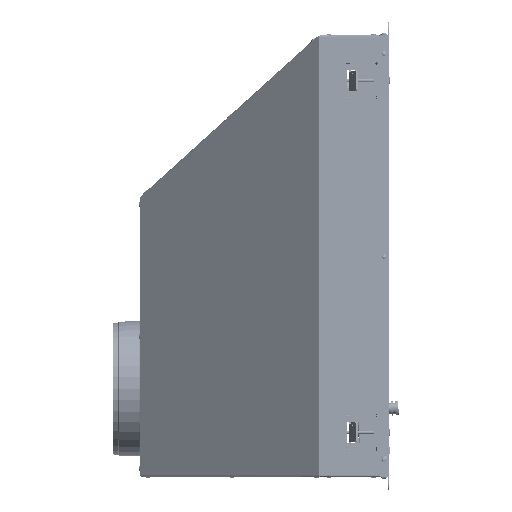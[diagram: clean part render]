
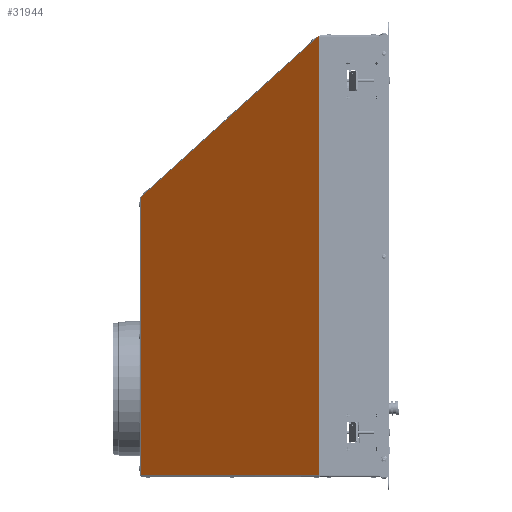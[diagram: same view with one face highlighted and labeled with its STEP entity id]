
A CAD part, left-side view. The second image highlights one B-rep face of the part: STEP entity #31944.
In plain terms, the highlighted planar face has unit normal (-0.801, 0.599, 0).
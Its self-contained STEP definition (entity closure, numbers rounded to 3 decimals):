
#28100=DIRECTION('',(0.352,0.47,0.809));
#28101=VECTOR('',#28100,0.215);
#28102=CARTESIAN_POINT('',(-511.072,-57.758,
212.201));
#28103=LINE('',#28102,#28101);
#28104=DIRECTION('',(0.485,0.648,-0.588));
#28105=VECTOR('',#28104,3.);
#28106=CARTESIAN_POINT('',(-512.451,-59.6,
214.138));
#28107=LINE('',#28106,#28105);
#28108=DIRECTION('',(0.352,0.47,0.809));
#28109=VECTOR('',#28108,0.215);
#28110=CARTESIAN_POINT('',(-363.206,139.899,
32.977));
#28111=LINE('',#28110,#28109);
#28112=DIRECTION('',(-0.485,-0.648,0.588));
#28113=VECTOR('',#28112,305.047);
#28114=CARTESIAN_POINT('',(-363.206,139.899,
32.977));
#28115=LINE('',#28114,#28113);
#28146=DIRECTION('',(0.,0.,1.));
#28147=VECTOR('',#28146,311.851);
#28148=CARTESIAN_POINT('',(-363.131,140.,-278.7));
#28149=LINE('',#28148,#28147);
#28175=DIRECTION('',(-0.599,-0.801,0.));
#28176=VECTOR('',#28175,249.273);
#28177=CARTESIAN_POINT('',(-363.131,140.,-278.7));
#28178=LINE('',#28177,#28176);
#28358=DIRECTION('',(0.,0.,-1.));
#28359=VECTOR('',#28358,492.838);
#28360=CARTESIAN_POINT('',(-512.451,-59.6,
214.138));
#28361=LINE('',#28360,#28359);
#31103=CARTESIAN_POINT('',(-512.451,-59.6,
214.138));
#31104=CARTESIAN_POINT('',(-510.997,-57.657,
212.375));
#31105=VERTEX_POINT('',#31103);
#31106=VERTEX_POINT('',#31104);
#31215=CARTESIAN_POINT('',(-363.131,140.,-278.7));
#31217=VERTEX_POINT('',#31215);
#31219=CARTESIAN_POINT('',(-363.131,140.,33.151));
#31221=VERTEX_POINT('',#31219);
#31325=CARTESIAN_POINT('',(-512.451,-59.6,-278.7));
#31326=VERTEX_POINT('',#31325);
#31389=CARTESIAN_POINT('',(-511.072,-57.758,
212.201));
#31390=VERTEX_POINT('',#31389);
#31393=CARTESIAN_POINT('',(-363.206,139.899,
32.977));
#31394=VERTEX_POINT('',#31393);
#31923=CARTESIAN_POINT('',(-363.131,140.,-123.674));
#31924=DIRECTION('',(-0.801,0.599,0.));
#31925=DIRECTION('',(0.,0.,1.));
#31926=AXIS2_PLACEMENT_3D('',#31923,#31924,#31925);
#31927=PLANE('',#31926);
#31929=ORIENTED_EDGE('',*,*,#31928,.T.);
#31931=ORIENTED_EDGE('',*,*,#31930,.T.);
#31933=ORIENTED_EDGE('',*,*,#31932,.F.);
#31935=ORIENTED_EDGE('',*,*,#31934,.T.);
#31937=ORIENTED_EDGE('',*,*,#31936,.F.);
#31939=ORIENTED_EDGE('',*,*,#31938,.T.);
#31941=ORIENTED_EDGE('',*,*,#31940,.F.);
#31942=EDGE_LOOP('',(#31929,#31931,#31933,#31935,#31937,#31939,#31941));
#31943=FACE_OUTER_BOUND('',#31942,.F.);
#31944=ADVANCED_FACE('',(#31943),#31927,.T.);
#31928=EDGE_CURVE('',#31394,#31390,#28115,.T.);
#31930=EDGE_CURVE('',#31390,#31106,#28103,.T.);
#31932=EDGE_CURVE('',#31105,#31106,#28107,.T.);
#31934=EDGE_CURVE('',#31105,#31326,#28361,.T.);
#31936=EDGE_CURVE('',#31217,#31326,#28178,.T.);
#31938=EDGE_CURVE('',#31217,#31221,#28149,.T.);
#31940=EDGE_CURVE('',#31394,#31221,#28111,.T.);
